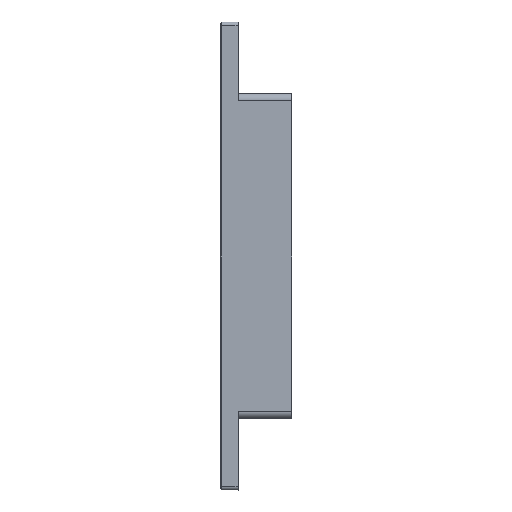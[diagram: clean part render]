
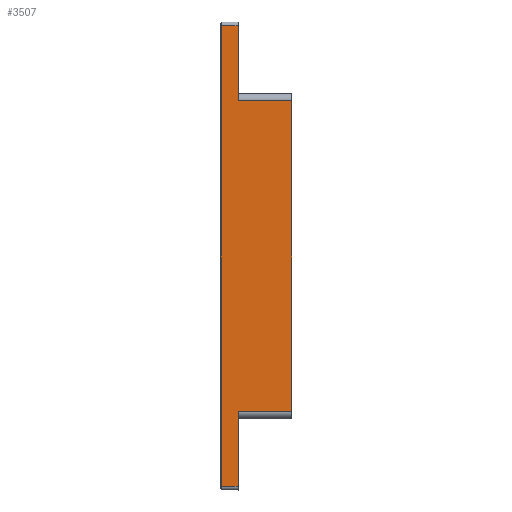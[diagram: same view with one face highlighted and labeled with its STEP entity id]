
A CAD part, left-side view. The second image highlights one B-rep face of the part: STEP entity #3507.
In plain terms, the highlighted planar face has unit normal (-1, 0, 0).
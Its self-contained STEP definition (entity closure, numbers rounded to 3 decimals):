
#461=FACE_OUTER_BOUND('',#675,.T.);
#675=EDGE_LOOP('',(#2984,#2985,#2986,#2987,#2988,#2989,#2990,#2991));
#777=LINE('',#4831,#1116);
#1001=LINE('',#7782,#1340);
#1002=LINE('',#7785,#1341);
#1003=LINE('',#7787,#1342);
#1004=LINE('',#7789,#1343);
#1005=LINE('',#7791,#1344);
#1006=LINE('',#7793,#1345);
#1007=LINE('',#7794,#1346);
#1116=VECTOR('',#3969,10.);
#1340=VECTOR('',#4461,1000.);
#1341=VECTOR('',#4464,1000.);
#1342=VECTOR('',#4465,1000.);
#1343=VECTOR('',#4466,1000.);
#1344=VECTOR('',#4467,1000.);
#1345=VECTOR('',#4468,1000.);
#1346=VECTOR('',#4469,1000.);
#1454=VERTEX_POINT('',#4822);
#1456=VERTEX_POINT('',#4828);
#1674=VERTEX_POINT('',#7780);
#1675=VERTEX_POINT('',#7784);
#1676=VERTEX_POINT('',#7786);
#1677=VERTEX_POINT('',#7788);
#1678=VERTEX_POINT('',#7790);
#1679=VERTEX_POINT('',#7792);
#1805=EDGE_CURVE('',#1454,#1456,#777,.T.);
#2139=EDGE_CURVE('',#1456,#1674,#1001,.T.);
#2140=EDGE_CURVE('',#1674,#1675,#1002,.T.);
#2141=EDGE_CURVE('',#1675,#1676,#1003,.T.);
#2142=EDGE_CURVE('',#1677,#1676,#1004,.T.);
#2143=EDGE_CURVE('',#1677,#1678,#1005,.T.);
#2144=EDGE_CURVE('',#1678,#1679,#1006,.T.);
#2145=EDGE_CURVE('',#1679,#1454,#1007,.T.);
#2984=ORIENTED_EDGE('',*,*,#1805,.T.);
#2985=ORIENTED_EDGE('',*,*,#2139,.T.);
#2986=ORIENTED_EDGE('',*,*,#2140,.T.);
#2987=ORIENTED_EDGE('',*,*,#2141,.T.);
#2988=ORIENTED_EDGE('',*,*,#2142,.F.);
#2989=ORIENTED_EDGE('',*,*,#2143,.T.);
#2990=ORIENTED_EDGE('',*,*,#2144,.T.);
#2991=ORIENTED_EDGE('',*,*,#2145,.T.);
#3338=PLANE('',#3746);
#3507=ADVANCED_FACE('',(#461),#3338,.T.);
#3746=AXIS2_PLACEMENT_3D('',#7783,#4462,#4463);
#3969=DIRECTION('',(0.,0.,-1.));
#4461=DIRECTION('',(0.,-1.,0.));
#4462=DIRECTION('center_axis',(-1.,0.,0.));
#4463=DIRECTION('ref_axis',(0.,0.,
-1.));
#4464=DIRECTION('',(0.,0.,1.));
#4465=DIRECTION('',(0.,-1.,0.));
#4466=DIRECTION('',(0.,0.,-1.));
#4467=DIRECTION('',(0.,1.,0.));
#4468=DIRECTION('',(0.,0.,1.));
#4469=DIRECTION('',(0.,1.,0.));
#4822=CARTESIAN_POINT('',(87.,4.711,130.));
#4828=CARTESIAN_POINT('',(87.,4.711,1.));
#4831=CARTESIAN_POINT('',(87.,4.711,0.));
#7780=CARTESIAN_POINT('',(87.,0.,1.));
#7782=CARTESIAN_POINT('',(87.,5.,1.));
#7783=CARTESIAN_POINT('Origin',(87.,5.,0.));
#7784=CARTESIAN_POINT('',(87.,0.,22.));
#7785=CARTESIAN_POINT('',(87.,0.,0.));
#7786=CARTESIAN_POINT('',(87.,-15.,22.));
#7787=CARTESIAN_POINT('',(87.,5.,22.));
#7788=CARTESIAN_POINT('',(87.,-15.,109.));
#7789=CARTESIAN_POINT('',(87.,-15.,111.));
#7790=CARTESIAN_POINT('',(87.,0.,109.));
#7791=CARTESIAN_POINT('',(87.,5.,109.));
#7792=CARTESIAN_POINT('',(87.,0.,130.));
#7793=CARTESIAN_POINT('',(87.,0.,0.));
#7794=CARTESIAN_POINT('',(87.,5.,130.));
